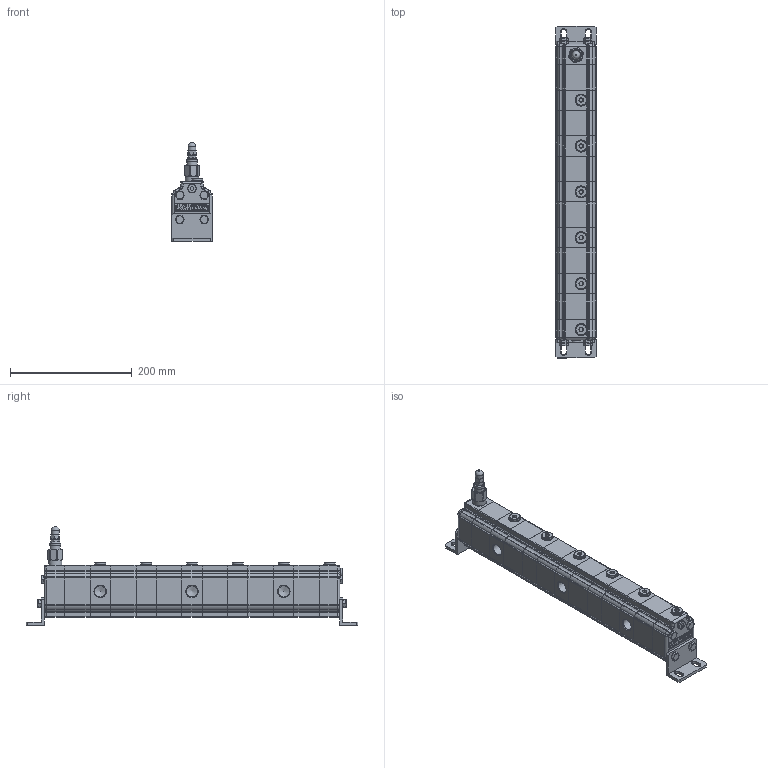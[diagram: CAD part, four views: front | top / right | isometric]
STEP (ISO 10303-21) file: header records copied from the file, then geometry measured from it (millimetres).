
FILE_DESCRIPTION(/* description */ ('Unknown'),/* implementation_level */ '2;1');
FILE_NAME(/* name */ '9RS06-17',/* time_stamp */ '2020-04-14T19:28:47+02:00',/* author */ ('Unknown'),/* organization */ ('Unknown'),/* preprocessor_version */ 'ST-DEVELOPER v16.7',/* originating_system */ 'DEX',/* authorisation */ $);
FILE_SCHEMA (('AUTOMOTIVE_DESIGN {1 0 10303 214 3 1 1}'));
Products named in the file (1): RV-1S
Bounding box: 66 x 546 x 161.5 mm (x, y, z)
Volume: 2390469.1 mm3; surface area: 178252.5 mm2
Topology: 2 solids, 2 shells, 1321 faces, 3573 edges, 2294 vertices
Faces by surface type: cylinder 596, plane 532, cone 90, bspline 64, torus 39
Full cylindrical faces by diameter (mm): 10 x1, 12 x8, 13 x1, 14 x1, 14.1 x1, 14.95 x12, 17 x1, 18 x7, 18.631 x7, 19 x6, 22 x1, 23 x1
Entity records: 55963 total; most frequent: CARTESIAN_POINT 13814, DIRECTION 7017, ORIENTED_EDGE 6792, EDGE_CURVE 3396, AXIS2_PLACEMENT_3D 2612, VERTEX_POINT 2250, LINE 1793, VECTOR 1793
